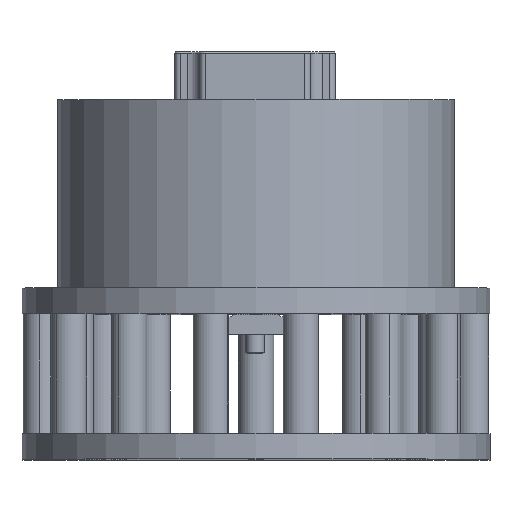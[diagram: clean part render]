
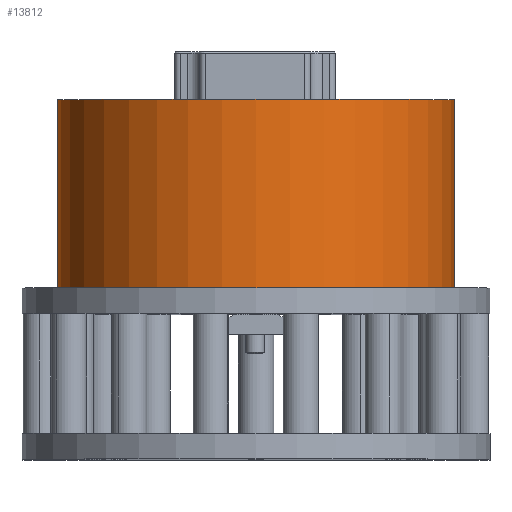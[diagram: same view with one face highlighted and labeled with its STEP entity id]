
A CAD part, top view. The second image highlights one B-rep face of the part: STEP entity #13812.
In plain terms, the highlighted cylindrical face has radius 69.5 mm (diameter 139 mm), a partial arc.
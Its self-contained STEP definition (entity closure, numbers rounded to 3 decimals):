
#195 = DIRECTION ( 'NONE',  ( -1., 0., 0. ) ) ;
#1592 = EDGE_CURVE ( 'NONE', #15320, #9584, #16471, .T. ) ;
#3335 = EDGE_CURVE ( 'NONE', #15320, #10305, #12591, .T. ) ;
#4078 = DIRECTION ( 'NONE',  ( 1., 0., 0. ) ) ;
#5513 = DIRECTION ( 'NONE',  ( 0., 1., 0. ) ) ;
#6156 = EDGE_CURVE ( 'NONE', #9584, #7532, #18226, .T. ) ;
#6222 = CIRCLE ( 'NONE', #8690, 69.5 ) ;
#6873 = CARTESIAN_POINT ( 'NONE',  ( -464.967, -378.781, 387.095 ) ) ;
#6941 = CARTESIAN_POINT ( 'NONE',  ( -534.467, -378.781, 387.095 ) ) ;
#7532 = VERTEX_POINT ( 'NONE', #13357 ) ;
#7616 = FACE_OUTER_BOUND ( 'NONE', #7772, .T. ) ;
#7772 = EDGE_LOOP ( 'NONE', ( #10309, #13435, #16598, #17551 ) ) ;
#7967 = CARTESIAN_POINT ( 'NONE',  ( -464.967, -446.781, 387.095 ) ) ;
#8690 = AXIS2_PLACEMENT_3D ( 'NONE', #7967, #15080, #13834 ) ;
#8874 = DIRECTION ( 'NONE',  ( 0., -1., 0. ) ) ;
#9091 = VECTOR ( 'NONE', #9445, 1000. ) ;
#9373 = EDGE_CURVE ( 'NONE', #10305, #7532, #6222, .T. ) ;
#9445 = DIRECTION ( 'NONE',  ( 0., -1., 0. ) ) ;
#9528 = CARTESIAN_POINT ( 'NONE',  ( -534.467, -378.781, 387.095 ) ) ;
#9584 = VERTEX_POINT ( 'NONE', #11193 ) ;
#10025 = AXIS2_PLACEMENT_3D ( 'NONE', #6873, #5513, #4078 ) ;
#10305 = VERTEX_POINT ( 'NONE', #12380 ) ;
#10309 = ORIENTED_EDGE ( 'NONE', *, *, #6156, .F. ) ;
#11193 = CARTESIAN_POINT ( 'NONE',  ( -395.467, -378.781, 387.095 ) ) ;
#12380 = CARTESIAN_POINT ( 'NONE',  ( -534.467, -446.781, 387.095 ) ) ;
#12591 = LINE ( 'NONE', #9528, #12742 ) ;
#12742 = VECTOR ( 'NONE', #18486, 1000. ) ;
#13357 = CARTESIAN_POINT ( 'NONE',  ( -395.467, -446.781, 387.095 ) ) ;
#13435 = ORIENTED_EDGE ( 'NONE', *, *, #1592, .F. ) ;
#13795 = AXIS2_PLACEMENT_3D ( 'NONE', #17544, #8874, #195 ) ;
#13812 = ADVANCED_FACE ( 'NONE', ( #7616 ), #16093, .T. ) ;
#13834 = DIRECTION ( 'NONE',  ( 1., 0., 0. ) ) ;
#15080 = DIRECTION ( 'NONE',  ( 0., 1., 0. ) ) ;
#15320 = VERTEX_POINT ( 'NONE', #6941 ) ;
#16093 = CYLINDRICAL_SURFACE ( 'NONE', #13795, 69.5 ) ;
#16471 = CIRCLE ( 'NONE', #10025, 69.5 ) ;
#16598 = ORIENTED_EDGE ( 'NONE', *, *, #3335, .T. ) ;
#17544 = CARTESIAN_POINT ( 'NONE',  ( -464.967, -378.781, 387.095 ) ) ;
#17551 = ORIENTED_EDGE ( 'NONE', *, *, #9373, .T. ) ;
#17925 = CARTESIAN_POINT ( 'NONE',  ( -395.467, -378.781, 387.095 ) ) ;
#18226 = LINE ( 'NONE', #17925, #9091 ) ;
#18486 = DIRECTION ( 'NONE',  ( 0., -1., 0. ) ) ;
